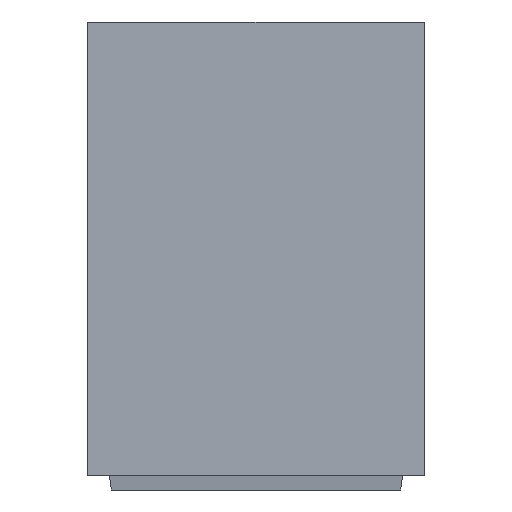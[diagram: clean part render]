
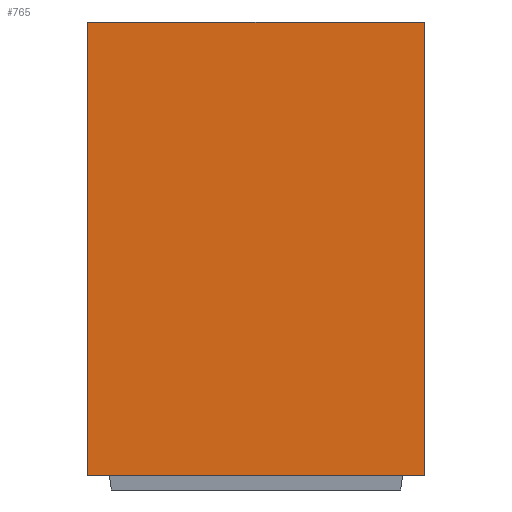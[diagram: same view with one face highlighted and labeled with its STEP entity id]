
A CAD part, left-side view. The second image highlights one B-rep face of the part: STEP entity #765.
In plain terms, the highlighted planar face has unit normal (-1, 0, 0).
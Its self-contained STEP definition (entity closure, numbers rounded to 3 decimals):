
#77=DIRECTION('',(0.,1.,0.));
#78=VECTOR('',#77,78.);
#79=CARTESIAN_POINT('',(-39.,-39.,102.));
#80=LINE('',#79,#78);
#149=DIRECTION('',(0.,0.,-1.));
#150=VECTOR('',#149,105.);
#151=CARTESIAN_POINT('',(-39.,39.,102.));
#152=LINE('',#151,#150);
#156=DIRECTION('',(0.,0.,-1.));
#157=VECTOR('',#156,105.);
#158=CARTESIAN_POINT('',(-39.,-39.,102.));
#159=LINE('',#158,#157);
#200=DIRECTION('',(0.,-1.,0.));
#201=VECTOR('',#200,78.);
#202=CARTESIAN_POINT('',(-39.,39.,-3.));
#203=LINE('',#202,#201);
#583=CARTESIAN_POINT('',(-39.,-39.,-3.));
#585=VERTEX_POINT('',#583);
#589=CARTESIAN_POINT('',(-39.,39.,-3.));
#590=VERTEX_POINT('',#589);
#591=CARTESIAN_POINT('',(-39.,-39.,102.));
#592=VERTEX_POINT('',#591);
#597=CARTESIAN_POINT('',(-39.,39.,102.));
#598=VERTEX_POINT('',#597);
#752=CARTESIAN_POINT('',(-39.,39.,102.));
#753=DIRECTION('',(-1.,0.,0.));
#754=DIRECTION('',(0.,-1.,0.));
#755=AXIS2_PLACEMENT_3D('',#752,#753,#754);
#756=PLANE('',#755);
#757=ORIENTED_EDGE('',*,*,#688,.F.);
#759=ORIENTED_EDGE('',*,*,#758,.T.);
#761=ORIENTED_EDGE('',*,*,#760,.F.);
#762=ORIENTED_EDGE('',*,*,#738,.F.);
#763=EDGE_LOOP('',(#757,#759,#761,#762));
#764=FACE_OUTER_BOUND('',#763,.F.);
#765=ADVANCED_FACE('',(#764),#756,.T.);
#688=EDGE_CURVE('',#592,#598,#80,.T.);
#738=EDGE_CURVE('',#598,#590,#152,.T.);
#758=EDGE_CURVE('',#592,#585,#159,.T.);
#760=EDGE_CURVE('',#590,#585,#203,.T.);
